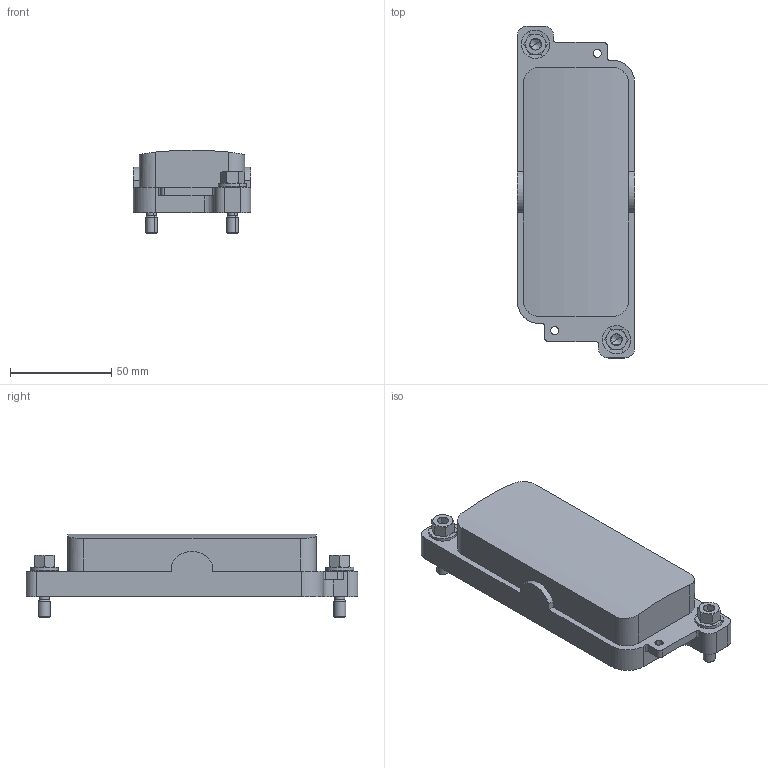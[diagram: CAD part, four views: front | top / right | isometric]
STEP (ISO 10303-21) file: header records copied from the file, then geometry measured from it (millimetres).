
FILE_DESCRIPTION(('CATIA V5 STEP Exchange','CAx-IF Rec.Pracs.--- Model Styling and Organization---1.5--- 2016-08-15','CAx-IF Rec.Pracs.---Supplemental Geometry---1.0---2011-11-01','CAx-IF Rec.Pracs.--- Composite Materials ---1.1---2010-07-15'),'2;1');
FILE_NAME ('009028-3_0', '2025-10-23T09:38:06+00:00', ('none'), ('Weidmueller'), 'CATIA Version 5-6 Release 2024 SP4', 'CATIA V5 STEP AP214 v3', 'none');
FILE_SCHEMA(('AUTOMOTIVE_DESIGN { 1 0 10303 214 1 1 1 1 }'));
Length unit declared in the file: millimetre
Products named in the file (1): 1215920000
Bounding box: 58 x 164 x 41.38 mm (x, y, z)
Volume: 63802.4 mm3; surface area: 42276.1 mm2
Topology: 4 solids, 4 shells, 323 faces, 740 edges, 442 vertices
Faces by surface type: plane 113, cone 100, cylinder 81, sphere 16, torus 12, extrusion 1
Entity records: 9153 total; most frequent: CARTESIAN_POINT 2718, ORIENTED_EDGE 1472, DIRECTION 967, EDGE_CURVE 736, VERTEX_POINT 442, AXIS2_PLACEMENT_3D 430, EDGE_LOOP 354, VECTOR 323
